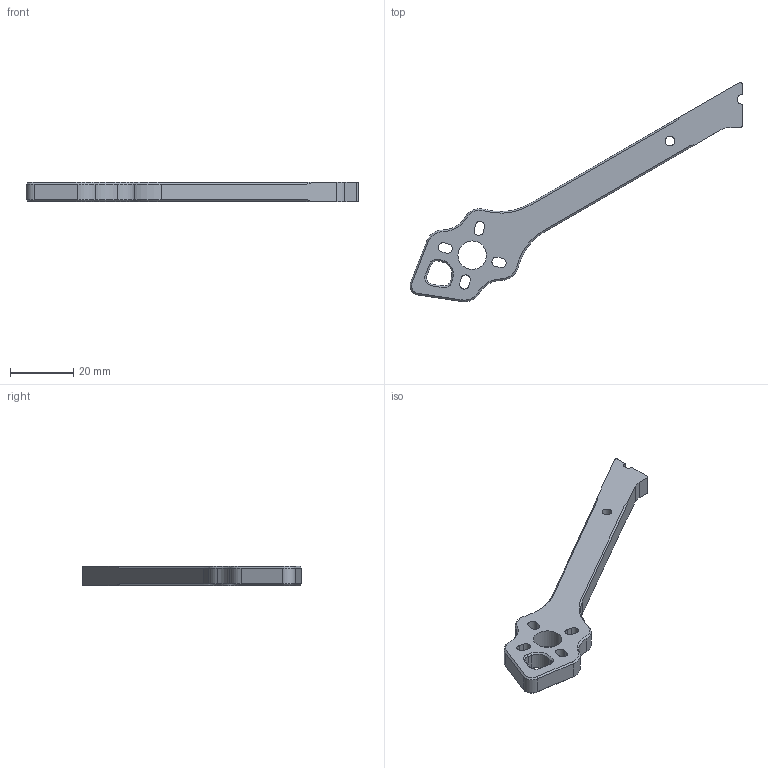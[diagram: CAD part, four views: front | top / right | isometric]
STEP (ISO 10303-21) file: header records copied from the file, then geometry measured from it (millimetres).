
FILE_DESCRIPTION(/* description */ (''),/* implementation_level */ '2;1');
FILE_NAME(/* name */ 'cult-arm5-6mm.step',/* time_stamp */ '2021-11-18T08:37:06+01:00',/* author */ (''),/* organization */ (''),/* preprocessor_version */ 'ST-DEVELOPER v18.1',/* originating_system */ 'Autodesk Translation Framework v10.10.0.1391',/* authorisation */ '');
FILE_SCHEMA (('AUTOMOTIVE_DESIGN { 1 0 10303 214 3 1 1 }'));
Length unit declared in the file: millimetre
Products named in the file (1): bras
Bounding box: 104.69 x 69.2 x 6 mm (x, y, z)
Volume: 8247.5 mm3; surface area: 4928.7 mm2
Topology: 1 solids, 1 shells, 94 faces, 236 edges, 144 vertices
Faces by surface type: plane 37, cylinder 27, cone 26, bspline 4
Full cylindrical faces by diameter (mm): 3 x1, 9 x1
Entity records: 2945 total; most frequent: CARTESIAN_POINT 591, DIRECTION 490, ORIENTED_EDGE 472, EDGE_CURVE 236, AXIS2_PLACEMENT_3D 171, LINE 148, VECTOR 148, VERTEX_POINT 144
